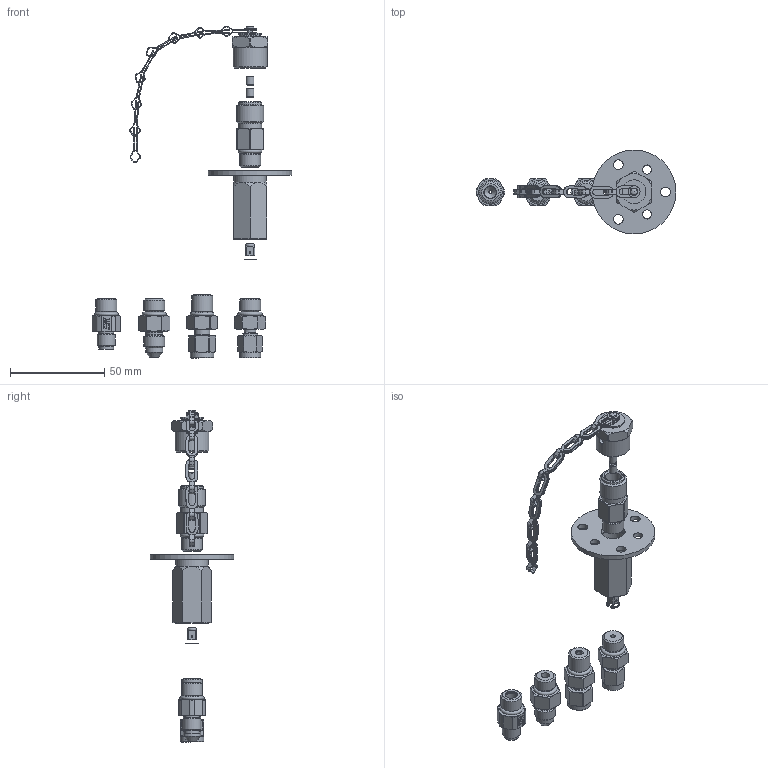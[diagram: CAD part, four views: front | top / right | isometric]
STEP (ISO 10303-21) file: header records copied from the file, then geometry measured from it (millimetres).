
FILE_DESCRIPTION(('STEP AP214'),'1');
FILE_NAME('00BLT-1024-xx SCD (Assembly, Bulkhead Refill, Scott 916-18 Inlet Version Matrix).stp','2024-03-28T20:54:58',(' '),(' '),'Spatial InterOp 3D',' ',' ');
FILE_SCHEMA(('AUTOMOTIVE_DESIGN { 1 0 10303 214 1 1 1 1 }'));
Length unit declared in the file: inch
Products named in the file (24): 00BLT-1024-xx$G2 (Assembly, Bulkhead Refill, Scott 9/16-18 Inlet Version Matrix); 0CV04-0304-00[=B] (Bulkhead, Check-Valve Body, Poppet Style, 2x SAE-4M) [00]; Poppet & O-ring [GROUP] [Updated for 3003 EPDM O-ring]; 09001-3003-70 (O-ring, EPDM, 2-003, E70); 0CV02-0201-00[=A] (Poppet, 0.25 Dia.) [PLM CV02-201-000]; 09007-0001-00 (Retaining Ring, 1/4" Internal, SS) [Rotor Clip HO-25SS MPS B100]; 09001-3904-70 (O-ring, EPDM, 3-904 (SAE-4), E70); 0CV04-0203-00$-0 (Check-Valve Body, Poppet Style, Scott 9/16-18 x SAE-4M, SS); #1054; #1062; 0CP02-0103-01$-2 (Cap & Chain Assembly, Scott 9/16-18); #1081; 09030-0102-32 (Shim, Flat-washer type, Ø.094id x Ø.250od x .032h, Brass); 09300-0001-00 (2/0 Brass Safety Chain) [Exploded path]; Link; 09030-0104-30 (Shim, Flat-washer type, Ø.092id x Ø.496od x .030h, Brass); CP02-201-001$A [0TA01-0201-01] (Vented Nut, Scott 9/16-18 AS1219, Top-Hex); CP02-207[=-] [0CP02-0207-00] (Protector Nipple for Scott 9/16-18 Vented Nut); 09001-3008-75 (O-ring, EPDM, 2-008, E75); 00HDW-0108-00 (SAE-4M x 1/8 OD Tube Compression, Brass) [Swagelock B-200-1-4ST]; 00HDW-0110-00 (SAE-4M x 3/16" Tube Adapter, Brass) [Swagelock B-300-1-4ST] [~05]; 00HDW-1381-01 (SAE-4M x JIC-4 37° Flare Adapter, SS) [Parker 4 F5OX-SS] [dl] [01]; 0CV02-0257-00$E2 (Check-Valve Body, Poppet Style, AN800 (3/8-24, 37.5°) x SAE-4M, SS) [Kernal]; (Assy-CSD Tracks)
Assembly tree (31 placements, depth 4):
  00BLT-1024-xx$G2 (Assembly, Bulkhead Refill, Scott 9/16-18 Inlet Version Matrix)
    0CV04-0304-00[=B] (Bulkhead, Check-Valve Body, Poppet Style, 2x SAE-4M) [00]
    Poppet & O-ring [GROUP] [Updated for 3003 EPDM O-ring]
      09001-3003-70 (O-ring, EPDM, 2-003, E70)
      0CV02-0201-00[=A] (Poppet, 0.25 Dia.) [PLM CV02-201-000]
    09007-0001-00 (Retaining Ring, 1/4" Internal, SS) [Rotor Clip HO-25SS MPS B100]
    09001-3904-70 (O-ring, EPDM, 3-904 (SAE-4), E70)  x2
    0CV04-0203-00$-0 (Check-Valve Body, Poppet Style, Scott 9/16-18 x SAE-4M, SS)
    #1054
    #1062
    0CP02-0103-01$-2 (Cap & Chain Assembly, Scott 9/16-18)
      #1081
      09030-0102-32 (Shim, Flat-washer type, Ø.094id x Ø.250od x .032h, Brass)
      09300-0001-00 (2/0 Brass Safety Chain) [Exploded path]
        Link  x8
      09030-0104-30 (Shim, Flat-washer type, Ø.092id x Ø.496od x .030h, Brass)
      CP02-201-001$A [0TA01-0201-01] (Vented Nut, Scott 9/16-18 AS1219, Top-Hex)
      CP02-207[=-] [0CP02-0207-00] (Protector Nipple for Scott 9/16-18 Vented Nut)
      09001-3008-75 (O-ring, EPDM, 2-008, E75)
    00HDW-0108-00 (SAE-4M x 1/8 OD Tube Compression, Brass) [Swagelock B-200-1-4ST]
    00HDW-0110-00 (SAE-4M x 3/16" Tube Adapter, Brass) [Swagelock B-300-1-4ST] [~05]
    00HDW-1381-01 (SAE-4M x JIC-4 37° Flare Adapter, SS) [Parker 4 F5OX-SS] [dl] [01]
    0CV02-0257-00$E2 (Check-Valve Body, Poppet Style, AN800 (3/8-24, 37.5°) x SAE-4M, SS) [Kernal]
    (Assy-CSD Tracks)
Bounding box: 105.99 x 44.45 x 175.98 mm (x, y, z)
Volume: 29647.7 mm3; surface area: 23863.7 mm2
Topology: 27 solids, 29 shells, 888 faces, 2228 edges, 1443 vertices
Faces by surface type: plane 441, cylinder 251, cone 161, torus 24, revolution 10, sphere 1
Full cylindrical faces by diameter (mm): 0.762 x2, 0.889 x4, 1.016 x2, 1.575 x2, 1.626 x1, 2.184 x2, 2.286 x1, 2.337 x1, 2.388 x1, 3.175 x3, 3.454 x2, 3.962 x1, 4.166 x4, 4.369 x1, 4.75 x1, 4.851 x3, 4.953 x1, 4.978 x1, 5.156 x3, 5.715 x1, 6.259 x1, 6.35 x7, 6.807 x3, 7.747 x2, 7.938 x4, 8.001 x1, 9.144 x2, 9.15 x2, 9.246 x4, 9.525 x2
Entity records: 22543 total; most frequent: CARTESIAN_POINT 4116, DIRECTION 2697, ORIENTED_EDGE 2436, EDGE_CURVE 1218, AXIS2_PLACEMENT_3D 1078, EDGE_LOOP 864, VERTEX_POINT 859, FACE_OUTER_BOUND 715
